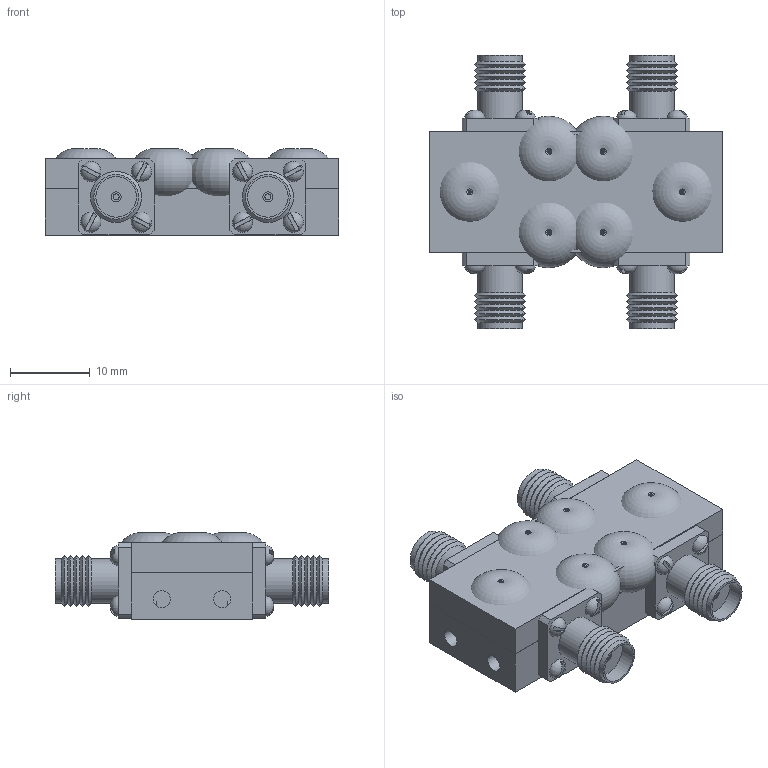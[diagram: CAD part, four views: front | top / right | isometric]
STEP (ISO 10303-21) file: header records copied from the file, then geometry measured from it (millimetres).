
FILE_DESCRIPTION(/* description */ ('Alibre Inc.'),/* implementation_level */ '2;1');
FILE_NAME(/* name */ 'export-5A165A6B-B590-49D6-AA99-A39BF2C3302B',/* time_stamp */ '2023-02-27T08:56:25-05:00',/* author */ (''),/* organization */ (''),/* preprocessor_version */ 'ST-DEVELOPER v17',/* originating_system */ 'Alibre',/* authorisation */ '');
FILE_SCHEMA (('CONFIG_CONTROL_DESIGN'));
Products named in the file (6): #1341; #1342
Bounding box: 36.83 x 34.29 x 10.88 mm (x, y, z)
Volume: 9017.1 mm3; surface area: 10546.2 mm2
Topology: 28 solids, 34 shells, 782 faces, 1804 edges, 1172 vertices
Faces by surface type: cylinder 348, plane 252, cone 64, bspline 42, torus 36, sphere 24, revolution 16
Full cylindrical faces by diameter (mm): 0.305 x4, 0.762 x4, 0.889 x4, 1.181 x16, 1.27 x4, 1.613 x4, 1.676 x16, 1.694 x6, 1.702 x16, 2.156 x4, 2.261 x6, 2.286 x4, 2.54 x4, 2.591 x4, 3.81 x4, 3.962 x6, 5.08 x4, 5.588 x24
Entity records: 10876 total; most frequent: CARTESIAN_POINT 4660, DIRECTION 1020, ORIENTED_EDGE 900, AXIS2_PLACEMENT_3D 481, EDGE_CURVE 450, EDGE_LOOP 391, FACE_BOUND 391, VERTEX_POINT 343
